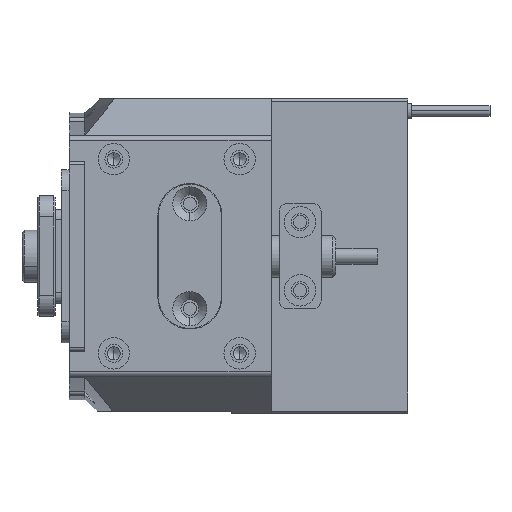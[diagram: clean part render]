
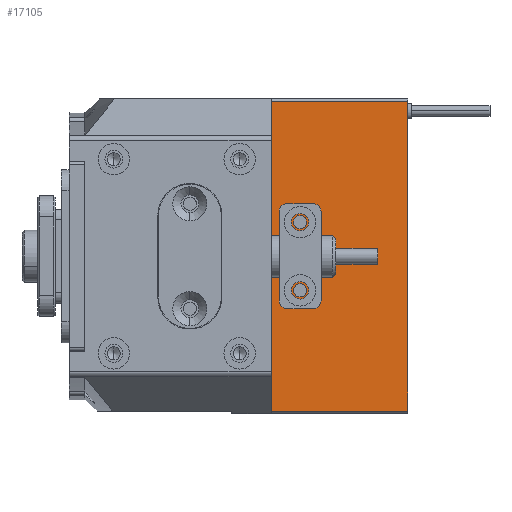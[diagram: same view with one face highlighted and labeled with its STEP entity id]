
A CAD part, left-side view. The second image highlights one B-rep face of the part: STEP entity #17105.
In plain terms, the highlighted planar face has unit normal (-1, 0, 0).
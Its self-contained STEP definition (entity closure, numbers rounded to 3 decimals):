
#186 = FACE_BOUND ( 'NONE', #6063, .T. ) ;
#294 = AXIS2_PLACEMENT_3D ( 'NONE', #34161, #5266, #529 ) ;
#393 = EDGE_LOOP ( 'NONE', ( #16054, #18062, #25659, #17365 ) ) ;
#529 = DIRECTION ( 'NONE',  ( 0., 0., 1. ) ) ;
#1100 = CARTESIAN_POINT ( 'NONE',  ( -51., -17., 5.25 ) ) ;
#1122 = ORIENTED_EDGE ( 'NONE', *, *, #37111, .F. ) ;
#1867 = VERTEX_POINT ( 'NONE', #16188 ) ;
#2255 = DIRECTION ( 'NONE',  ( 1., 0., 0. ) ) ;
#2637 = DIRECTION ( 'NONE',  ( -1., 0., 0. ) ) ;
#3561 = EDGE_CURVE ( 'NONE', #1867, #10145, #13027, .T. ) ;
#3682 = DIRECTION ( 'NONE',  ( -1., 0., 0. ) ) ;
#3741 = CARTESIAN_POINT ( 'NONE',  ( -51., -11.5, -29.5 ) ) ;
#3748 = AXIS2_PLACEMENT_3D ( 'NONE', #38804, #2637, #46279 ) ;
#5266 = DIRECTION ( 'NONE',  ( -1., 0., 0. ) ) ;
#5853 = FACE_BOUND ( 'NONE', #33652, .T. ) ;
#6063 = EDGE_LOOP ( 'NONE', ( #36953, #1122 ) ) ;
#7181 = VERTEX_POINT ( 'NONE', #27072 ) ;
#7298 = CARTESIAN_POINT ( 'NONE',  ( -51., -17., 6.5 ) ) ;
#9086 = DIRECTION ( 'NONE',  ( 0., 0., -1. ) ) ;
#9710 = CARTESIAN_POINT ( 'NONE',  ( -51., -11.5, 30. ) ) ;
#10145 = VERTEX_POINT ( 'NONE', #34836 ) ;
#11384 = AXIS2_PLACEMENT_3D ( 'NONE', #7298, #3682, #33190 ) ;
#12440 = EDGE_CURVE ( 'NONE', #16174, #17088, #13936, .T. ) ;
#13027 = CIRCLE ( 'NONE', #294, 1.25 ) ;
#13936 = LINE ( 'NONE', #29905, #16211 ) ;
#14346 = EDGE_CURVE ( 'NONE', #7181, #45173, #20972, .T. ) ;
#14385 = CARTESIAN_POINT ( 'NONE',  ( -51., -17., -6.5 ) ) ;
#14835 = VERTEX_POINT ( 'NONE', #35406 ) ;
#16054 = ORIENTED_EDGE ( 'NONE', *, *, #16562, .T. ) ;
#16174 = VERTEX_POINT ( 'NONE', #3741 ) ;
#16188 = CARTESIAN_POINT ( 'NONE',  ( -51., -17., -7.75 ) ) ;
#16211 = VECTOR ( 'NONE', #33257, 1000. ) ;
#16562 = EDGE_CURVE ( 'NONE', #20743, #16174, #36515, .T. ) ;
#16951 = DIRECTION ( 'NONE',  ( 0., 1., 0. ) ) ;
#17088 = VERTEX_POINT ( 'NONE', #27636 ) ;
#17105 = ADVANCED_FACE ( 'NONE', ( #186, #5853, #34234 ), #20282, .F. ) ;
#17365 = ORIENTED_EDGE ( 'NONE', *, *, #41004, .T. ) ;
#18062 = ORIENTED_EDGE ( 'NONE', *, *, #12440, .T. ) ;
#18816 = ORIENTED_EDGE ( 'NONE', *, *, #3561, .F. ) ;
#18963 = LINE ( 'NONE', #45149, #32085 ) ;
#20282 = PLANE ( 'NONE',  #22351 ) ;
#20743 = VERTEX_POINT ( 'NONE', #32740 ) ;
#20972 = CIRCLE ( 'NONE', #3748, 1.25 ) ;
#21499 = CARTESIAN_POINT ( 'NONE',  ( -51., -37.5, 29.5 ) ) ;
#21745 = VECTOR ( 'NONE', #42587, 1000. ) ;
#22137 = EDGE_CURVE ( 'NONE', #14835, #17088, #18963, .T. ) ;
#22351 = AXIS2_PLACEMENT_3D ( 'NONE', #42554, #2255, #16951 ) ;
#22736 = VECTOR ( 'NONE', #24868, 1000. ) ;
#24868 = DIRECTION ( 'NONE',  ( 0., 1., 0. ) ) ;
#25659 = ORIENTED_EDGE ( 'NONE', *, *, #22137, .F. ) ;
#26183 = LINE ( 'NONE', #21499, #22736 ) ;
#27072 = CARTESIAN_POINT ( 'NONE',  ( -51., -17., 7.75 ) ) ;
#27636 = CARTESIAN_POINT ( 'NONE',  ( -51., -37.5, -29.5 ) ) ;
#29905 = CARTESIAN_POINT ( 'NONE',  ( -51., -37.5, -29.5 ) ) ;
#32035 = DIRECTION ( 'NONE',  ( -1., 0., 0. ) ) ;
#32085 = VECTOR ( 'NONE', #9086, 1000. ) ;
#32740 = CARTESIAN_POINT ( 'NONE',  ( -51., -11.5, 29.5 ) ) ;
#33095 = EDGE_CURVE ( 'NONE', #10145, #1867, #39885, .T. ) ;
#33190 = DIRECTION ( 'NONE',  ( 0., 0., 1. ) ) ;
#33257 = DIRECTION ( 'NONE',  ( 0., -1., 0. ) ) ;
#33331 = CIRCLE ( 'NONE', #11384, 1.25 ) ;
#33652 = EDGE_LOOP ( 'NONE', ( #43487, #18816 ) ) ;
#34161 = CARTESIAN_POINT ( 'NONE',  ( -51., -17., -6.5 ) ) ;
#34234 = FACE_OUTER_BOUND ( 'NONE', #393, .T. ) ;
#34836 = CARTESIAN_POINT ( 'NONE',  ( -51., -17., -5.25 ) ) ;
#35406 = CARTESIAN_POINT ( 'NONE',  ( -51., -37.5, 29.5 ) ) ;
#35673 = DIRECTION ( 'NONE',  ( 0., 0., 1. ) ) ;
#36515 = LINE ( 'NONE', #9710, #21745 ) ;
#36953 = ORIENTED_EDGE ( 'NONE', *, *, #14346, .F. ) ;
#37111 = EDGE_CURVE ( 'NONE', #45173, #7181, #33331, .T. ) ;
#38804 = CARTESIAN_POINT ( 'NONE',  ( -51., -17., 6.5 ) ) ;
#39816 = AXIS2_PLACEMENT_3D ( 'NONE', #14385, #32035, #35673 ) ;
#39885 = CIRCLE ( 'NONE', #39816, 1.25 ) ;
#41004 = EDGE_CURVE ( 'NONE', #14835, #20743, #26183, .T. ) ;
#42554 = CARTESIAN_POINT ( 'NONE',  ( -51., -37.5, 30. ) ) ;
#42587 = DIRECTION ( 'NONE',  ( 0., 0., -1. ) ) ;
#43487 = ORIENTED_EDGE ( 'NONE', *, *, #33095, .F. ) ;
#45149 = CARTESIAN_POINT ( 'NONE',  ( -51., -37.5, 30. ) ) ;
#45173 = VERTEX_POINT ( 'NONE', #1100 ) ;
#46279 = DIRECTION ( 'NONE',  ( 0., 0., 1. ) ) ;
